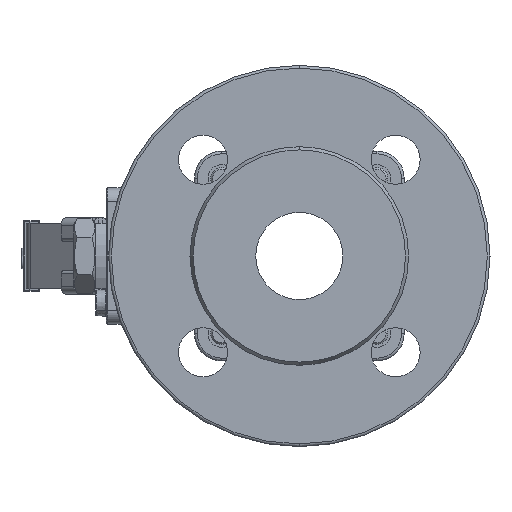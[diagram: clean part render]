
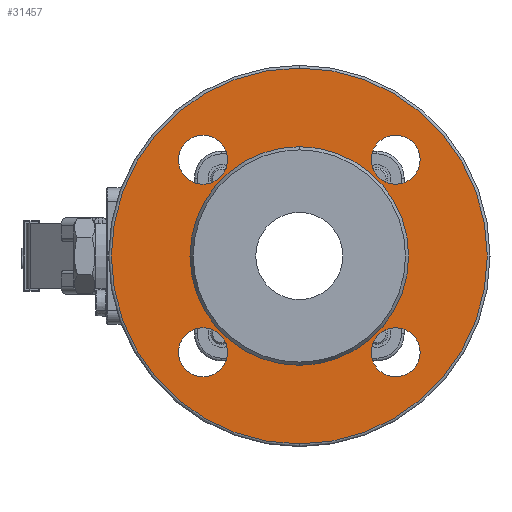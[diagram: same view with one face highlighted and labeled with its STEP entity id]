
A CAD part, left-side view. The second image highlights one B-rep face of the part: STEP entity #31457.
In plain terms, the highlighted planar face has unit normal (-1, 0, 0).
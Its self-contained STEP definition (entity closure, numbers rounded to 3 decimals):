
#889 = DIRECTION ( 'NONE',  ( 0., 0., -1. ) ) ;
#1884 = DIRECTION ( 'NONE',  ( 0., 0., -1. ) ) ;
#2302 = CARTESIAN_POINT ( 'NONE',  ( -68.964, 28.357, -26.355 ) ) ;
#2697 = CARTESIAN_POINT ( 'NONE',  ( -68.964, -6.999, 0. ) ) ;
#4831 = ORIENTED_EDGE ( 'NONE', *, *, #45115, .F. ) ;
#5007 = VERTEX_POINT ( 'NONE', #32172 ) ;
#5573 = AXIS2_PLACEMENT_3D ( 'NONE', #26468, #8755, #38677 ) ;
#5820 = EDGE_LOOP ( 'NONE', ( #4831, #15043 ) ) ;
#6355 = FACE_BOUND ( 'NONE', #5820, .T. ) ;
#6364 = EDGE_LOOP ( 'NONE', ( #21719, #14194 ) ) ;
#7061 = AXIS2_PLACEMENT_3D ( 'NONE', #52899, #44590, #40421 ) ;
#7274 = DIRECTION ( 'NONE',  ( 0., 0., 1. ) ) ;
#7301 = EDGE_CURVE ( 'NONE', #47640, #40087, #52863, .T. ) ;
#7479 = CARTESIAN_POINT ( 'NONE',  ( -68.964, -159.633, 0. ) ) ;
#7561 = DIRECTION ( 'NONE',  ( -1., 0., 0. ) ) ;
#8126 = ORIENTED_EDGE ( 'NONE', *, *, #32532, .F. ) ;
#8149 = DIRECTION ( 'NONE',  ( -1., 0., 0. ) ) ;
#8421 = AXIS2_PLACEMENT_3D ( 'NONE', #12000, #7561, #7274 ) ;
#8755 = DIRECTION ( 'NONE',  ( -1., 0., 0. ) ) ;
#8797 = CIRCLE ( 'NONE', #27375, 9. ) ;
#8928 = EDGE_LOOP ( 'NONE', ( #8126, #50309 ) ) ;
#10794 = CARTESIAN_POINT ( 'NONE',  ( -68.964, -6.999, -40.13 ) ) ;
#11586 = EDGE_CURVE ( 'NONE', #5007, #16504, #8797, .T. ) ;
#11634 = FACE_BOUND ( 'NONE', #8928, .T. ) ;
#11912 = EDGE_CURVE ( 'NONE', #39396, #30112, #31845, .T. ) ;
#12000 = CARTESIAN_POINT ( 'NONE',  ( -68.964, -6.999, 0. ) ) ;
#12107 = EDGE_CURVE ( 'NONE', #40684, #31434, #30072, .T. ) ;
#12282 = CARTESIAN_POINT ( 'NONE',  ( -68.964, -42.354, -44.355 ) ) ;
#12796 = AXIS2_PLACEMENT_3D ( 'NONE', #26612, #14398, #44349 ) ;
#13062 = EDGE_LOOP ( 'NONE', ( #39990, #31363 ) ) ;
#13110 = DIRECTION ( 'NONE',  ( -1., 0., 0. ) ) ;
#13218 = CIRCLE ( 'NONE', #7061, 9. ) ;
#13895 = EDGE_CURVE ( 'NONE', #16504, #5007, #39758, .T. ) ;
#14194 = ORIENTED_EDGE ( 'NONE', *, *, #12107, .F. ) ;
#14398 = DIRECTION ( 'NONE',  ( -1., 0., 0. ) ) ;
#14875 = CARTESIAN_POINT ( 'NONE',  ( -68.964, 28.357, 26.355 ) ) ;
#15043 = ORIENTED_EDGE ( 'NONE', *, *, #54814, .F. ) ;
#15867 = AXIS2_PLACEMENT_3D ( 'NONE', #15888, #8149, #49733 ) ;
#15888 = CARTESIAN_POINT ( 'NONE',  ( -68.964, -42.354, 35.355 ) ) ;
#16342 = VERTEX_POINT ( 'NONE', #46014 ) ;
#16504 = VERTEX_POINT ( 'NONE', #30152 ) ;
#17527 = CARTESIAN_POINT ( 'NONE',  ( -68.964, 28.357, -44.355 ) ) ;
#18144 = ORIENTED_EDGE ( 'NONE', *, *, #46081, .T. ) ;
#18873 = AXIS2_PLACEMENT_3D ( 'NONE', #51165, #38409, #21501 ) ;
#19026 = CIRCLE ( 'NONE', #8421, 69. ) ;
#19509 = VERTEX_POINT ( 'NONE', #20010 ) ;
#19939 = FACE_BOUND ( 'NONE', #13062, .T. ) ;
#20010 = CARTESIAN_POINT ( 'NONE',  ( -68.964, -6.999, 69. ) ) ;
#21501 = DIRECTION ( 'NONE',  ( 0., 0., -1. ) ) ;
#21719 = ORIENTED_EDGE ( 'NONE', *, *, #43043, .F. ) ;
#22518 = CARTESIAN_POINT ( 'NONE',  ( -68.964, 28.357, 44.355 ) ) ;
#24784 = VERTEX_POINT ( 'NONE', #14875 ) ;
#24788 = EDGE_CURVE ( 'NONE', #16342, #19509, #30811, .T. ) ;
#26468 = CARTESIAN_POINT ( 'NONE',  ( -68.964, -6.999, 0. ) ) ;
#26612 = CARTESIAN_POINT ( 'NONE',  ( -68.964, 28.357, 35.355 ) ) ;
#27375 = AXIS2_PLACEMENT_3D ( 'NONE', #41210, #49260, #40928 ) ;
#28530 = PLANE ( 'NONE',  #35396 ) ;
#29095 = EDGE_LOOP ( 'NONE', ( #18144, #43432 ) ) ;
#29153 = ORIENTED_EDGE ( 'NONE', *, *, #11586, .F. ) ;
#29914 = AXIS2_PLACEMENT_3D ( 'NONE', #2697, #48992, #48720 ) ;
#30072 = CIRCLE ( 'NONE', #50358, 40.13 ) ;
#30112 = VERTEX_POINT ( 'NONE', #17527 ) ;
#30152 = CARTESIAN_POINT ( 'NONE',  ( -68.964, -42.354, 26.355 ) ) ;
#30257 = ORIENTED_EDGE ( 'NONE', *, *, #13895, .F. ) ;
#30516 = DIRECTION ( 'NONE',  ( -1., 0., 0. ) ) ;
#30811 = CIRCLE ( 'NONE', #29914, 69. ) ;
#31363 = ORIENTED_EDGE ( 'NONE', *, *, #43034, .F. ) ;
#31434 = VERTEX_POINT ( 'NONE', #10794 ) ;
#31457 = ADVANCED_FACE ( 'NONE', ( #32129, #6355, #11634, #19939, #53757, #49620 ), #28530, .F. ) ;
#31845 = CIRCLE ( 'NONE', #38937, 9. ) ;
#32129 = FACE_BOUND ( 'NONE', #6364, .T. ) ;
#32172 = CARTESIAN_POINT ( 'NONE',  ( -68.964, -42.354, 44.355 ) ) ;
#32442 = EDGE_LOOP ( 'NONE', ( #30257, #29153 ) ) ;
#32532 = EDGE_CURVE ( 'NONE', #30112, #39396, #52292, .T. ) ;
#32975 = DIRECTION ( 'NONE',  ( 1., 0., 0. ) ) ;
#33805 = VERTEX_POINT ( 'NONE', #22518 ) ;
#35396 = AXIS2_PLACEMENT_3D ( 'NONE', #7479, #32975, #36022 ) ;
#35421 = DIRECTION ( 'NONE',  ( -1., 0., 0. ) ) ;
#35441 = AXIS2_PLACEMENT_3D ( 'NONE', #48455, #35421, #1884 ) ;
#35690 = CIRCLE ( 'NONE', #5573, 40.13 ) ;
#36022 = DIRECTION ( 'NONE',  ( 0., 1., 0. ) ) ;
#36651 = CARTESIAN_POINT ( 'NONE',  ( -68.964, -6.999, 0. ) ) ;
#38409 = DIRECTION ( 'NONE',  ( -1., 0., 0. ) ) ;
#38677 = DIRECTION ( 'NONE',  ( 0., 0., 1. ) ) ;
#38937 = AXIS2_PLACEMENT_3D ( 'NONE', #46962, #13110, #50846 ) ;
#39396 = VERTEX_POINT ( 'NONE', #2302 ) ;
#39758 = CIRCLE ( 'NONE', #15867, 9. ) ;
#39990 = ORIENTED_EDGE ( 'NONE', *, *, #7301, .F. ) ;
#40087 = VERTEX_POINT ( 'NONE', #54633 ) ;
#40421 = DIRECTION ( 'NONE',  ( 0., 0., -1. ) ) ;
#40684 = VERTEX_POINT ( 'NONE', #45718 ) ;
#40928 = DIRECTION ( 'NONE',  ( 0., 0., -1. ) ) ;
#41210 = CARTESIAN_POINT ( 'NONE',  ( -68.964, -42.354, 35.355 ) ) ;
#43034 = EDGE_CURVE ( 'NONE', #40087, #47640, #43648, .T. ) ;
#43043 = EDGE_CURVE ( 'NONE', #31434, #40684, #35690, .T. ) ;
#43432 = ORIENTED_EDGE ( 'NONE', *, *, #24788, .T. ) ;
#43549 = CARTESIAN_POINT ( 'NONE',  ( -68.964, -42.354, -35.355 ) ) ;
#43648 = CIRCLE ( 'NONE', #18873, 9. ) ;
#44349 = DIRECTION ( 'NONE',  ( 0., 0., -1. ) ) ;
#44417 = DIRECTION ( 'NONE',  ( 0., 0., 1. ) ) ;
#44590 = DIRECTION ( 'NONE',  ( -1., 0., 0. ) ) ;
#45115 = EDGE_CURVE ( 'NONE', #24784, #33805, #46467, .T. ) ;
#45718 = CARTESIAN_POINT ( 'NONE',  ( -68.964, -6.999, 40.13 ) ) ;
#46014 = CARTESIAN_POINT ( 'NONE',  ( -68.964, -6.999, -69. ) ) ;
#46081 = EDGE_CURVE ( 'NONE', #19509, #16342, #19026, .T. ) ;
#46467 = CIRCLE ( 'NONE', #12796, 9. ) ;
#46962 = CARTESIAN_POINT ( 'NONE',  ( -68.964, 28.357, -35.355 ) ) ;
#47640 = VERTEX_POINT ( 'NONE', #12282 ) ;
#48445 = AXIS2_PLACEMENT_3D ( 'NONE', #43549, #30516, #889 ) ;
#48455 = CARTESIAN_POINT ( 'NONE',  ( -68.964, 28.357, -35.355 ) ) ;
#48720 = DIRECTION ( 'NONE',  ( 0., 0., 1. ) ) ;
#48992 = DIRECTION ( 'NONE',  ( -1., 0., 0. ) ) ;
#49260 = DIRECTION ( 'NONE',  ( -1., 0., 0. ) ) ;
#49620 = FACE_OUTER_BOUND ( 'NONE', #29095, .T. ) ;
#49698 = DIRECTION ( 'NONE',  ( -1., 0., 0. ) ) ;
#49733 = DIRECTION ( 'NONE',  ( 0., 0., -1. ) ) ;
#50309 = ORIENTED_EDGE ( 'NONE', *, *, #11912, .F. ) ;
#50358 = AXIS2_PLACEMENT_3D ( 'NONE', #36651, #49698, #44417 ) ;
#50846 = DIRECTION ( 'NONE',  ( 0., 0., -1. ) ) ;
#51165 = CARTESIAN_POINT ( 'NONE',  ( -68.964, -42.354, -35.355 ) ) ;
#52292 = CIRCLE ( 'NONE', #35441, 9. ) ;
#52863 = CIRCLE ( 'NONE', #48445, 9. ) ;
#52899 = CARTESIAN_POINT ( 'NONE',  ( -68.964, 28.357, 35.355 ) ) ;
#53757 = FACE_BOUND ( 'NONE', #32442, .T. ) ;
#54633 = CARTESIAN_POINT ( 'NONE',  ( -68.964, -42.354, -26.355 ) ) ;
#54814 = EDGE_CURVE ( 'NONE', #33805, #24784, #13218, .T. ) ;
